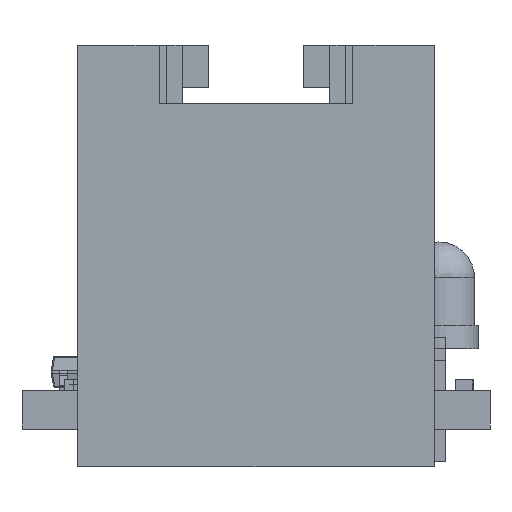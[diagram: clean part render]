
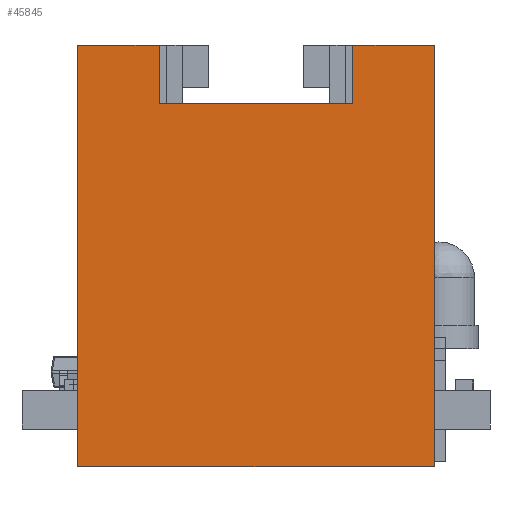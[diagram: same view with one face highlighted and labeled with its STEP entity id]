
A CAD part, front view. The second image highlights one B-rep face of the part: STEP entity #45845.
In plain terms, the highlighted face is planar.
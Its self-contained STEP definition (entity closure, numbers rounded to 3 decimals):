
#45845 = ADVANCED_FACE('',(#45846),#45912,.F.);
#45846 = FACE_BOUND('',#45847,.F.);
#45847 = EDGE_LOOP('',(#45848,#45858,#45866,#45874,#45882,#45890,#45898,
    #45906));
#45848 = ORIENTED_EDGE('',*,*,#45849,.F.);
#45849 = EDGE_CURVE('',#45850,#45852,#45854,.T.);
#45850 = VERTEX_POINT('',#45851);
#45851 = CARTESIAN_POINT('',(-4.14,0.,0.));
#45852 = VERTEX_POINT('',#45853);
#45853 = CARTESIAN_POINT('',(-4.14,-2.5,0.));
#45854 = LINE('',#45855,#45856);
#45855 = CARTESIAN_POINT('',(-4.14,0.,0.));
#45856 = VECTOR('',#45857,1.);
#45857 = DIRECTION('',(0.,-1.,0.));
#45858 = ORIENTED_EDGE('',*,*,#45859,.T.);
#45859 = EDGE_CURVE('',#45850,#45860,#45862,.T.);
#45860 = VERTEX_POINT('',#45861);
#45861 = CARTESIAN_POINT('',(-7.62,0.,0.));
#45862 = LINE('',#45863,#45864);
#45863 = CARTESIAN_POINT('',(-4.14,0.,0.));
#45864 = VECTOR('',#45865,1.);
#45865 = DIRECTION('',(-1.,0.,0.));
#45866 = ORIENTED_EDGE('',*,*,#45867,.T.);
#45867 = EDGE_CURVE('',#45860,#45868,#45870,.T.);
#45868 = VERTEX_POINT('',#45869);
#45869 = CARTESIAN_POINT('',(-7.62,-18.,0.));
#45870 = LINE('',#45871,#45872);
#45871 = CARTESIAN_POINT('',(-7.62,0.,0.));
#45872 = VECTOR('',#45873,1.);
#45873 = DIRECTION('',(0.,-1.,0.));
#45874 = ORIENTED_EDGE('',*,*,#45875,.T.);
#45875 = EDGE_CURVE('',#45868,#45876,#45878,.T.);
#45876 = VERTEX_POINT('',#45877);
#45877 = CARTESIAN_POINT('',(7.62,-18.,0.));
#45878 = LINE('',#45879,#45880);
#45879 = CARTESIAN_POINT('',(-7.62,-18.,0.));
#45880 = VECTOR('',#45881,1.);
#45881 = DIRECTION('',(1.,0.,0.));
#45882 = ORIENTED_EDGE('',*,*,#45883,.T.);
#45883 = EDGE_CURVE('',#45876,#45884,#45886,.T.);
#45884 = VERTEX_POINT('',#45885);
#45885 = CARTESIAN_POINT('',(7.62,0.,0.));
#45886 = LINE('',#45887,#45888);
#45887 = CARTESIAN_POINT('',(7.62,-18.,0.));
#45888 = VECTOR('',#45889,1.);
#45889 = DIRECTION('',(0.,1.,0.));
#45890 = ORIENTED_EDGE('',*,*,#45891,.T.);
#45891 = EDGE_CURVE('',#45884,#45892,#45894,.T.);
#45892 = VERTEX_POINT('',#45893);
#45893 = CARTESIAN_POINT('',(4.14,0.,0.));
#45894 = LINE('',#45895,#45896);
#45895 = CARTESIAN_POINT('',(7.62,0.,0.));
#45896 = VECTOR('',#45897,1.);
#45897 = DIRECTION('',(-1.,0.,0.));
#45898 = ORIENTED_EDGE('',*,*,#45899,.T.);
#45899 = EDGE_CURVE('',#45892,#45900,#45902,.T.);
#45900 = VERTEX_POINT('',#45901);
#45901 = CARTESIAN_POINT('',(4.14,-2.5,0.));
#45902 = LINE('',#45903,#45904);
#45903 = CARTESIAN_POINT('',(4.14,0.,0.));
#45904 = VECTOR('',#45905,1.);
#45905 = DIRECTION('',(0.,-1.,0.));
#45906 = ORIENTED_EDGE('',*,*,#45907,.F.);
#45907 = EDGE_CURVE('',#45852,#45900,#45908,.T.);
#45908 = LINE('',#45909,#45910);
#45909 = CARTESIAN_POINT('',(-4.14,-2.5,0.));
#45910 = VECTOR('',#45911,1.);
#45911 = DIRECTION('',(1.,0.,0.));
#45912 = PLANE('',#45913);
#45913 = AXIS2_PLACEMENT_3D('',#45914,#45915,#45916);
#45914 = CARTESIAN_POINT('',(0.,0.,0.));
#45915 = DIRECTION('',(0.,0.,1.));
#45916 = DIRECTION('',(1.,0.,0.));
